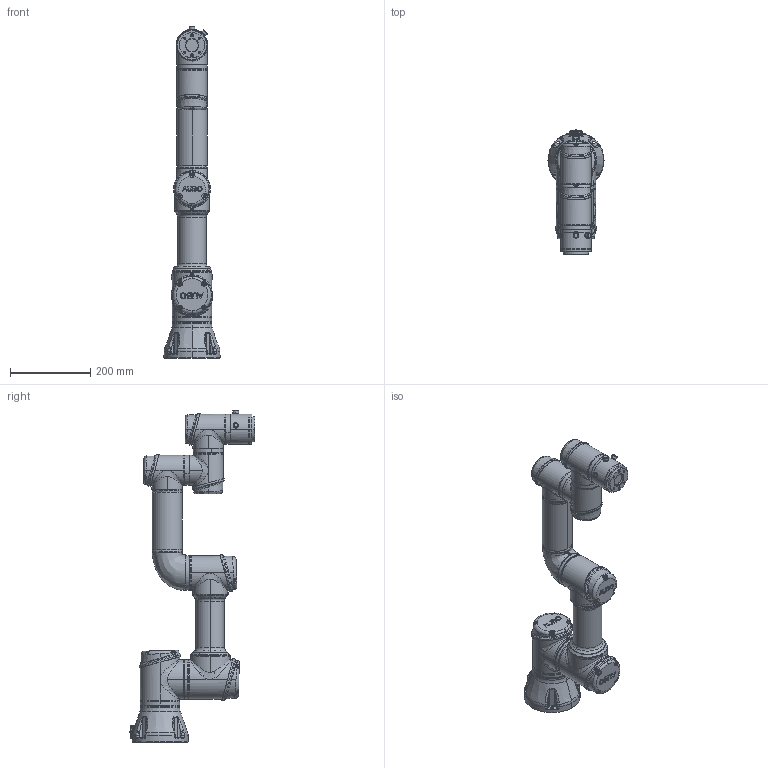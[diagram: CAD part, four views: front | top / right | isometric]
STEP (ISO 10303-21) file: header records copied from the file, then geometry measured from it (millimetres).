
FILE_DESCRIPTION (( 'STEP AP214' ), '1' );
FILE_NAME ('AUBO-iS3(FT)-DRW_Robot_Machine_A0.STEP', '2025-11-04T07:41:50', ( '' ), ( '' ), 'SwSTEP 2.0', 'SolidWorks 2024', '' );
FILE_SCHEMA (( 'AUTOMOTIVE_DESIGN' ));
Length unit declared in the file: millimetre
Products named in the file (9): M20P-关节简化（ID1-iS3）; iS3-ID5; iS3-ID6; iS3-小臂-简化; iS3-大臂-简化; C1-B1075B-简化; iS3-底座; 十字盘头M3X8 304_GB_CROSS_SCREWS_TYPE1 M3X6-6  H type-N; AUBO-iS3(FT)-DRW_Robot_Machine_A0
Assembly tree (8 placements, depth 2):
  AUBO-iS3(FT)-DRW_Robot_Machine_A0
    iS3-ID5
    iS3-ID6
    iS3-大臂-简化
    iS3-底座
    C1-B1075B-简化
    M20P-关节简化（ID1-iS3）
    iS3-小臂-简化
    十字盘头M3X8 304_GB_CROSS_SCREWS_TYPE1 M3X6-6  H type-N
Bounding box: 140 x 313.5 x 829 mm (x, y, z)
Volume: 7883160.4 mm3; surface area: 534726.8 mm2
Topology: 10 solids, 29 shells, 2299 faces, 6137 edges, 4033 vertices
Faces by surface type: plane 831, cylinder 639, bspline 343, cone 217, torus 207, sphere 62
Entity records: 151766 total; most frequent: CARTESIAN_POINT 75556, ORIENTED_EDGE 12246, DIRECTION 10542, EDGE_CURVE 6123, AXIS2_PLACEMENT_3D 4281, VERTEX_POINT 4033, EDGE_LOOP 2482, CIRCLE 2314
